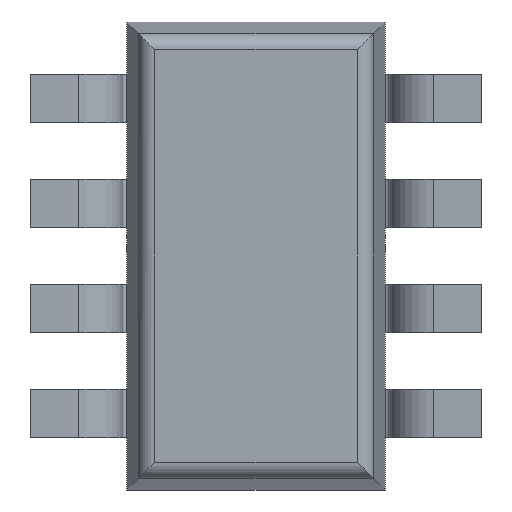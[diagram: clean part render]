
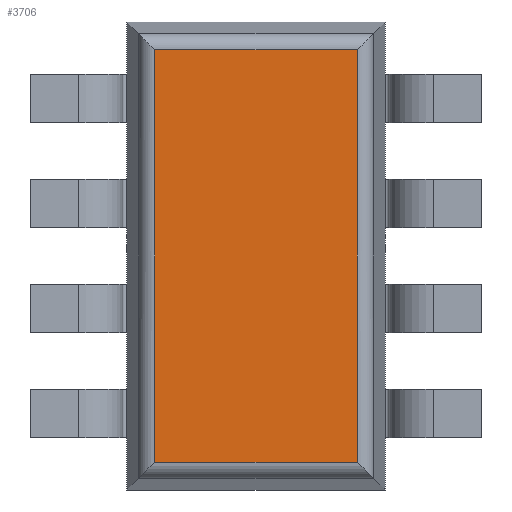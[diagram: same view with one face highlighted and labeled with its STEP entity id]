
A CAD part, front view. The second image highlights one B-rep face of the part: STEP entity #3706.
In plain terms, the highlighted planar face has unit normal (0, -1, 0).
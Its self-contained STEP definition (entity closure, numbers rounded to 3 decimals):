
#3667 = CARTESIAN_POINT ( 'NONE',  ( -0.628, 0., -1.278 ) ) ;
#3668 = VERTEX_POINT ( 'NONE', #3667 ) ;
#3669 = CARTESIAN_POINT ( 'NONE',  ( 0.628, 0., -1.278 ) ) ;
#3670 = VERTEX_POINT ( 'NONE', #3669 ) ;
#3671 = CARTESIAN_POINT ( 'NONE',  ( 0., 0., -1.278 ) ) ;
#3672 = DIRECTION ( 'NONE',  ( 1., 0., 0. ) ) ;
#3673 = VECTOR ( 'NONE', #3672, 1000. ) ;
#3674 = LINE ( 'NONE', #3671, #3673 ) ;
#3675 = EDGE_CURVE ( 'NONE', #3668, #3670, #3674, .T. ) ;
#3676 = ORIENTED_EDGE ( 'NONE', *, *, #3675, .T. ) ;
#3677 = CARTESIAN_POINT ( 'NONE',  ( 0.628, 0., 1.278 ) ) ;
#3678 = VERTEX_POINT ( 'NONE', #3677 ) ;
#3679 = CARTESIAN_POINT ( 'NONE',  ( 0.628, 0., 0. ) ) ;
#3680 = DIRECTION ( 'NONE',  ( 0., 0., 1. ) ) ;
#3681 = VECTOR ( 'NONE', #3680, 1000. ) ;
#3682 = LINE ( 'NONE', #3679, #3681 ) ;
#3683 = EDGE_CURVE ( 'NONE', #3670, #3678, #3682, .T. ) ;
#3684 = ORIENTED_EDGE ( 'NONE', *, *, #3683, .T. ) ;
#3685 = CARTESIAN_POINT ( 'NONE',  ( -0.628, 0., 1.278 ) ) ;
#3686 = VERTEX_POINT ( 'NONE', #3685 ) ;
#3687 = CARTESIAN_POINT ( 'NONE',  ( 0., 0., 1.278 ) ) ;
#3688 = DIRECTION ( 'NONE',  ( -1., 0., 0. ) ) ;
#3689 = VECTOR ( 'NONE', #3688, 1000. ) ;
#3690 = LINE ( 'NONE', #3687, #3689 ) ;
#3691 = EDGE_CURVE ( 'NONE', #3678, #3686, #3690, .T. ) ;
#3692 = ORIENTED_EDGE ( 'NONE', *, *, #3691, .T. ) ;
#3693 = CARTESIAN_POINT ( 'NONE',  ( -0.628, 0., 0. ) ) ;
#3694 = DIRECTION ( 'NONE',  ( 0., 0., -1. ) ) ;
#3695 = VECTOR ( 'NONE', #3694, 1000. ) ;
#3696 = LINE ( 'NONE', #3693, #3695 ) ;
#3697 = EDGE_CURVE ( 'NONE', #3686, #3668, #3696, .T. ) ;
#3698 = ORIENTED_EDGE ( 'NONE', *, *, #3697, .T. ) ;
#3699 = EDGE_LOOP ( 'NONE', ( #3676, #3684, #3692, #3698 ) ) ;
#3700 = FACE_OUTER_BOUND ( 'NONE', #3699, .T. ) ;
#3701 = CARTESIAN_POINT ( 'NONE',  ( 0., 0., 0. ) ) ;
#3702 = DIRECTION ( 'NONE',  ( 0., -1., 0. ) ) ;
#3703 = DIRECTION ( 'NONE',  ( -1., 0., 0. ) ) ;
#3704 = AXIS2_PLACEMENT_3D ( 'NONE', #3701, #3702, #3703 ) ;
#3705 = PLANE ( 'NONE', #3704 ) ;
#3706 = ADVANCED_FACE ( 'NONE', ( #3700 ), #3705, .T. ) ;
